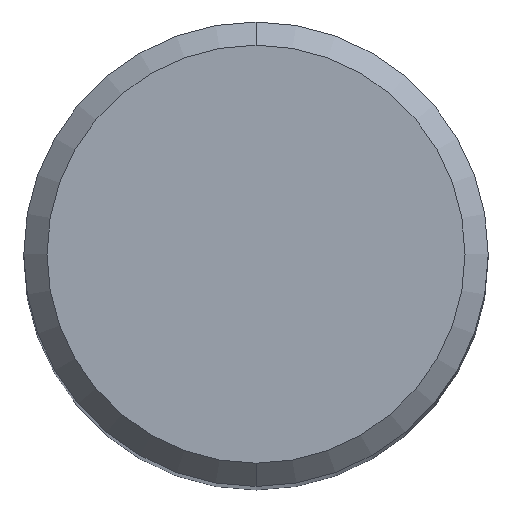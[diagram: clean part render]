
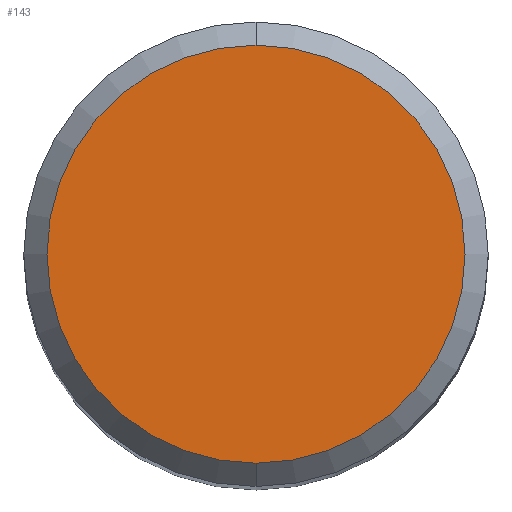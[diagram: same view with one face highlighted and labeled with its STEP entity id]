
A CAD part, top view. The second image highlights one B-rep face of the part: STEP entity #143.
In plain terms, the highlighted planar face has unit normal (0, 0, 1).
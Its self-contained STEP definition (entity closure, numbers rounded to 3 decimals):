
#143=ADVANCED_FACE('',(#300),#301,.T.);
#163=EDGE_CURVE('',#227,#187,#322,.T.);
#169=EDGE_CURVE('',#187,#227,#330,.T.);
#187=VERTEX_POINT('',#351);
#227=VERTEX_POINT('',#395);
#300=FACE_OUTER_BOUND('',#469,.T.);
#301=PLANE('',#470);
#322=CIRCLE('',#501,3.6);
#330=CIRCLE('',#510,3.6);
#351=CARTESIAN_POINT('',(0.,-3.6,0.));
#395=CARTESIAN_POINT('',(0.0,3.6,0.));
#469=EDGE_LOOP('',(#666,#667));
#470=AXIS2_PLACEMENT_3D('',#668,#669,#670);
#501=AXIS2_PLACEMENT_3D('',#696,#697,#698);
#510=AXIS2_PLACEMENT_3D('',#715,#716,#717);
#666=ORIENTED_EDGE('',*,*,#163,.F.);
#667=ORIENTED_EDGE('',*,*,#169,.F.);
#668=CARTESIAN_POINT('',(0.0,1.8,0.));
#669=DIRECTION('',(-0.0,0.0,1.0));
#670=DIRECTION('',(0.0,-1.0,0.0));
#696=CARTESIAN_POINT('',(0.0,0.0,0.));
#697=DIRECTION('',(0.0,0.0,-1.0));
#698=DIRECTION('',(0.0,1.0,0.0));
#715=CARTESIAN_POINT('',(0.0,0.0,0.));
#716=DIRECTION('',(0.0,0.0,-1.0));
#717=DIRECTION('',(0.0,1.0,0.0));
